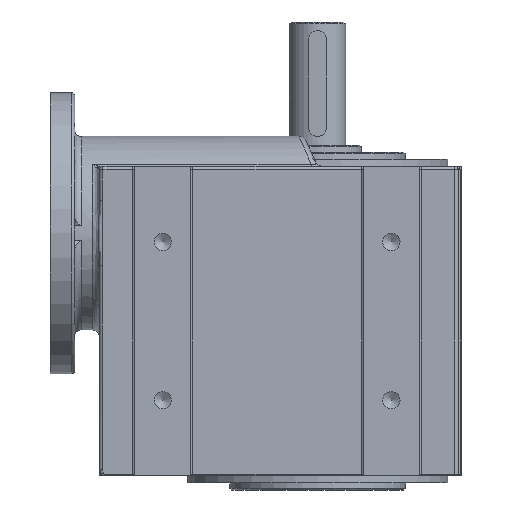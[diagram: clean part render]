
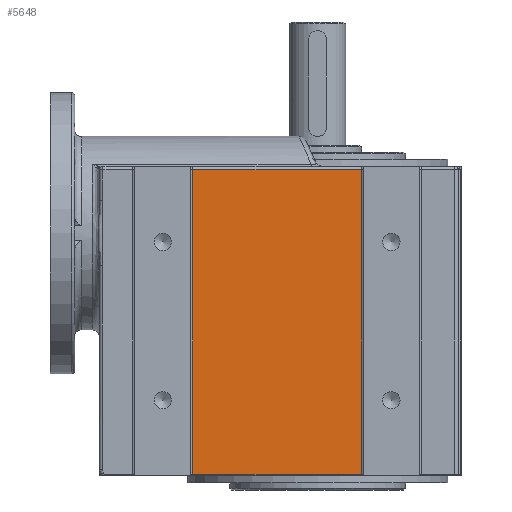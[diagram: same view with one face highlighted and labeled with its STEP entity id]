
A CAD part, front view. The second image highlights one B-rep face of the part: STEP entity #5648.
In plain terms, the highlighted planar face has unit normal (0, -1, 0).
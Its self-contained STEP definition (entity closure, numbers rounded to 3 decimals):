
#5107=CARTESIAN_POINT('',(40.5,-29.,18.));
#5108=VERTEX_POINT('',#5107);
#5153=CARTESIAN_POINT('',(40.5,-29.,-68.5));
#5154=VERTEX_POINT('',#5153);
#5162=CARTESIAN_POINT('',(40.5,-29.,-68.5));
#5163=DIRECTION('',(0.0,0.0,1.0));
#5164=VECTOR('',#5163,86.5);
#5165=LINE('',#5162,#5164);
#5166=EDGE_CURVE('',#5154,#5108,#5165,.T.);
#5404=CARTESIAN_POINT('',(88.5,-29.,-68.5));
#5405=VERTEX_POINT('',#5404);
#5450=CARTESIAN_POINT('',(88.5,-29.,18.));
#5451=VERTEX_POINT('',#5450);
#5459=CARTESIAN_POINT('',(88.5,-29.,18.));
#5460=DIRECTION('',(0.0,0.0,-1.0));
#5461=VECTOR('',#5460,86.5);
#5462=LINE('',#5459,#5461);
#5463=EDGE_CURVE('',#5451,#5405,#5462,.T.);
#5623=CARTESIAN_POINT('',(88.5,-29.,-68.5));
#5624=DIRECTION('',(-1.0,0.0,0.0));
#5625=VECTOR('',#5624,48.);
#5626=LINE('',#5623,#5625);
#5627=EDGE_CURVE('',#5405,#5154,#5626,.T.);
#5632=CARTESIAN_POINT('',(64.5,-29.,-25.));
#5633=DIRECTION('',(0.0,1.0,0.0));
#5634=DIRECTION('',(0.0,0.0,1.0));
#5635=AXIS2_PLACEMENT_3D('',#5632,#5633,#5634);
#5636=PLANE('',#5635);
#5637=ORIENTED_EDGE('',*,*,#5166,.F.);
#5638=ORIENTED_EDGE('',*,*,#5627,.F.);
#5639=ORIENTED_EDGE('',*,*,#5463,.F.);
#5640=CARTESIAN_POINT('',(40.5,-29.,18.));
#5641=DIRECTION('',(1.0,0.0,0.0));
#5642=VECTOR('',#5641,48.);
#5643=LINE('',#5640,#5642);
#5644=EDGE_CURVE('',#5108,#5451,#5643,.T.);
#5645=ORIENTED_EDGE('',*,*,#5644,.F.);
#5646=EDGE_LOOP('',(#5637,#5638,#5639,#5645));
#5647=FACE_OUTER_BOUND('',#5646,.T.);
#5648=ADVANCED_FACE('',(#5647),#5636,.F.);
